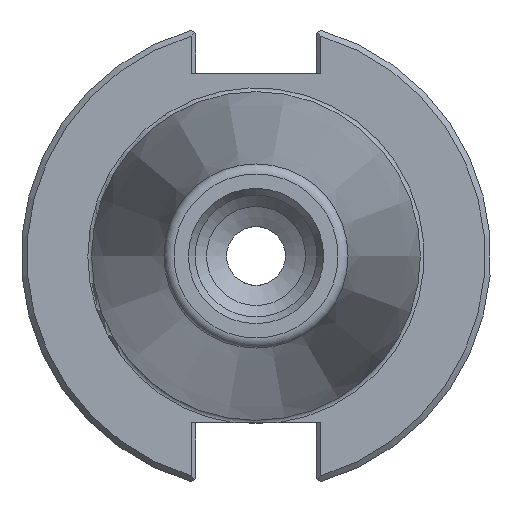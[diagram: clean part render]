
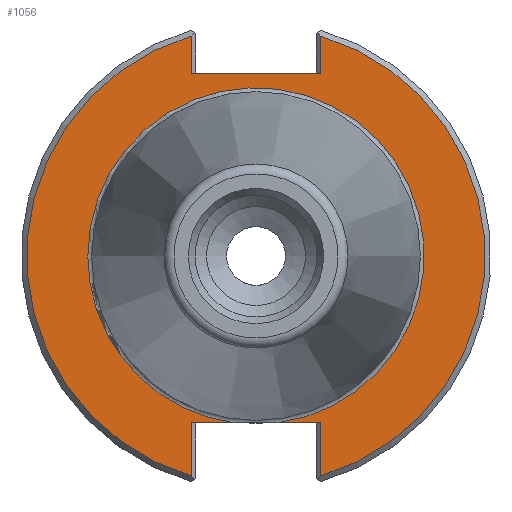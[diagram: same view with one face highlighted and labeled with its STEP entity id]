
A CAD part, left-side view. The second image highlights one B-rep face of the part: STEP entity #1056.
In plain terms, the highlighted planar face has unit normal (-1, 0, 0).
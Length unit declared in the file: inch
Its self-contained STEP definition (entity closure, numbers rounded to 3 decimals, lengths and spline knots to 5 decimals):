
#518=CARTESIAN_POINT('',(0.125,0.345,0.972));
#519=VERTEX_POINT('',#518);
#526=CARTESIAN_POINT('',(0.125,-0.345,0.972));
#527=VERTEX_POINT('',#526);
#528=CARTESIAN_POINT('',(0.125,0.345,0.972));
#529=DIRECTION('',(0.0,-1.0,0.0));
#530=VECTOR('',#529,0.69);
#531=LINE('',#528,#530);
#532=EDGE_CURVE('',#519,#527,#531,.T.);
#946=CARTESIAN_POINT('',(0.125,-0.11172,-0.888));
#947=VERTEX_POINT('',#946);
#948=CARTESIAN_POINT('',(0.125,0.11172,-0.888));
#949=VERTEX_POINT('',#948);
#964=CARTESIAN_POINT('',(0.125,0.0,0.0));
#965=DIRECTION('',(-1.0,0.0,0.0));
#966=DIRECTION('',(0.0,-1.0,0.0));
#967=AXIS2_PLACEMENT_3D('',#964,#965,#966);
#968=CIRCLE('',#967,0.895);
#969=EDGE_CURVE('',#947,#949,#968,.T.);
#985=CARTESIAN_POINT('',(0.125,1.0625,0.0));
#986=DIRECTION('',(-1.0,0.0,0.0));
#987=DIRECTION('',(0.0,0.0,1.0));
#988=AXIS2_PLACEMENT_3D('',#985,#986,#987);
#989=PLANE('',#988);
#990=ORIENTED_EDGE('',*,*,#969,.F.);
#991=CARTESIAN_POINT('',(0.125,-0.345,-0.888));
#992=VERTEX_POINT('',#991);
#993=CARTESIAN_POINT('',(0.125,-0.345,-0.888));
#994=DIRECTION('',(0.0,1.0,0.0));
#995=VECTOR('',#994,0.23328);
#996=LINE('',#993,#995);
#997=EDGE_CURVE('',#992,#947,#996,.T.);
#998=ORIENTED_EDGE('',*,*,#997,.F.);
#999=CARTESIAN_POINT('',(0.125,-0.345,-1.1702));
#1000=VERTEX_POINT('',#999);
#1001=CARTESIAN_POINT('',(0.125,-0.345,-1.1702));
#1002=DIRECTION('',(0.0,0.0,1.0));
#1003=VECTOR('',#1002,0.2822);
#1004=LINE('',#1001,#1003);
#1005=EDGE_CURVE('',#1000,#992,#1004,.T.);
#1006=ORIENTED_EDGE('',*,*,#1005,.F.);
#1007=CARTESIAN_POINT('',(0.125,-0.345,1.1702));
#1008=VERTEX_POINT('',#1007);
#1009=CARTESIAN_POINT('',(0.125,0.0,0.0));
#1010=DIRECTION('',(1.0,0.0,0.0));
#1011=DIRECTION('',(0.0,-1.0,0.0));
#1012=AXIS2_PLACEMENT_3D('',#1009,#1010,#1011);
#1013=CIRCLE('',#1012,1.22);
#1014=EDGE_CURVE('',#1008,#1000,#1013,.T.);
#1015=ORIENTED_EDGE('',*,*,#1014,.F.);
#1016=CARTESIAN_POINT('',(0.125,-0.345,0.972));
#1017=DIRECTION('',(0.0,0.0,1.0));
#1018=VECTOR('',#1017,0.1982);
#1019=LINE('',#1016,#1018);
#1020=EDGE_CURVE('',#527,#1008,#1019,.T.);
#1021=ORIENTED_EDGE('',*,*,#1020,.F.);
#1022=ORIENTED_EDGE('',*,*,#532,.F.);
#1023=CARTESIAN_POINT('',(0.125,0.345,1.1702));
#1024=VERTEX_POINT('',#1023);
#1025=CARTESIAN_POINT('',(0.125,0.345,1.1702));
#1026=DIRECTION('',(0.0,0.0,-1.0));
#1027=VECTOR('',#1026,0.1982);
#1028=LINE('',#1025,#1027);
#1029=EDGE_CURVE('',#1024,#519,#1028,.T.);
#1030=ORIENTED_EDGE('',*,*,#1029,.F.);
#1031=CARTESIAN_POINT('',(0.125,0.345,-1.1702));
#1032=VERTEX_POINT('',#1031);
#1033=CARTESIAN_POINT('',(0.125,0.0,0.0));
#1034=DIRECTION('',(1.0,0.0,0.0));
#1035=DIRECTION('',(0.0,1.0,0.0));
#1036=AXIS2_PLACEMENT_3D('',#1033,#1034,#1035);
#1037=CIRCLE('',#1036,1.22);
#1038=EDGE_CURVE('',#1032,#1024,#1037,.T.);
#1039=ORIENTED_EDGE('',*,*,#1038,.F.);
#1040=CARTESIAN_POINT('',(0.125,0.345,-0.888));
#1041=VERTEX_POINT('',#1040);
#1042=CARTESIAN_POINT('',(0.125,0.345,-0.888));
#1043=DIRECTION('',(0.0,0.0,-1.0));
#1044=VECTOR('',#1043,0.2822);
#1045=LINE('',#1042,#1044);
#1046=EDGE_CURVE('',#1041,#1032,#1045,.T.);
#1047=ORIENTED_EDGE('',*,*,#1046,.F.);
#1048=CARTESIAN_POINT('',(0.125,0.11172,-0.888));
#1049=DIRECTION('',(0.0,1.0,0.0));
#1050=VECTOR('',#1049,0.23328);
#1051=LINE('',#1048,#1050);
#1052=EDGE_CURVE('',#949,#1041,#1051,.T.);
#1053=ORIENTED_EDGE('',*,*,#1052,.F.);
#1054=EDGE_LOOP('',(#990,#998,#1006,#1015,#1021,#1022,#1030,#1039,#1047,#1053));
#1055=FACE_OUTER_BOUND('',#1054,.T.);
#1056=ADVANCED_FACE('',(#1055),#989,.T.);
